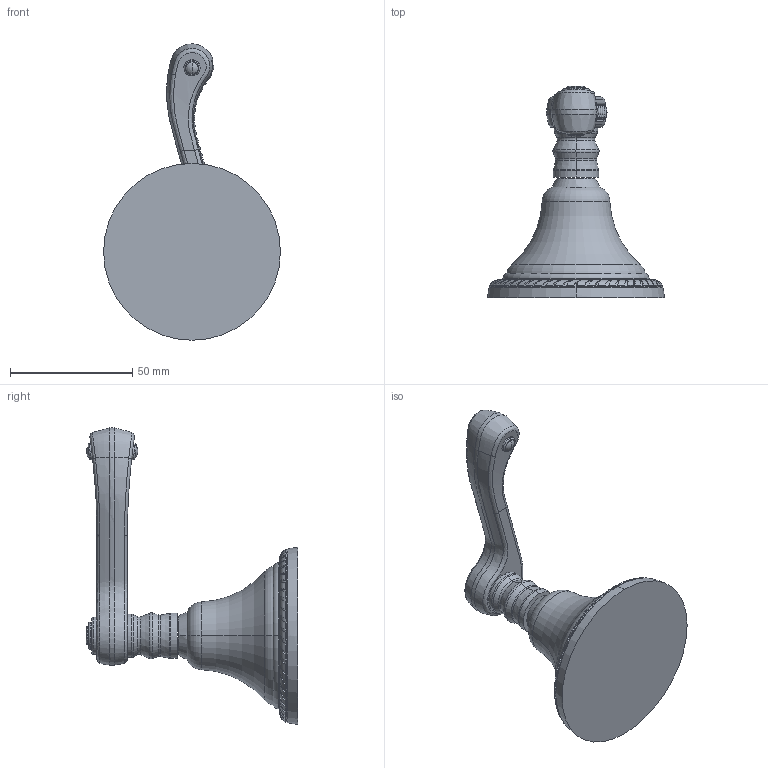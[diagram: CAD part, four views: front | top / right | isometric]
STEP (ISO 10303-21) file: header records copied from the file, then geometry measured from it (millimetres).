
FILE_DESCRIPTION((''),'2;1');
FILE_NAME('3-188H','2025-05-13T17:05:45',('SwamiS'),(''),'CREO PARAMETRIC BY PTC INC, 2023134','CREO PARAMETRIC BY PTC INC, 2023134','');
FILE_SCHEMA(('CONFIG_CONTROL_DESIGN'));
Length unit declared in the file: inch
Products named in the file (1): 3-188H
Bounding box: 72.26 x 86.36 x 121.14 mm (x, y, z)
Volume: 96647.1 mm3; surface area: 19037.5 mm2
Topology: 2 solids, 2 shells, 553 faces, 1414 edges, 918 vertices
Faces by surface type: cylinder 118, plane 113, extrusion 103, torus 84, sphere 66, bspline 61, cone 8
Entity records: 27474 total; most frequent: CARTESIAN_POINT 15545, ORIENTED_EDGE 2820, DIRECTION 1824, EDGE_CURVE 1410, VERTEX_POINT 918, B_SPLINE_CURVE_WITH_KNOTS 876, AXIS2_PLACEMENT_3D 695, EDGE_LOOP 610
